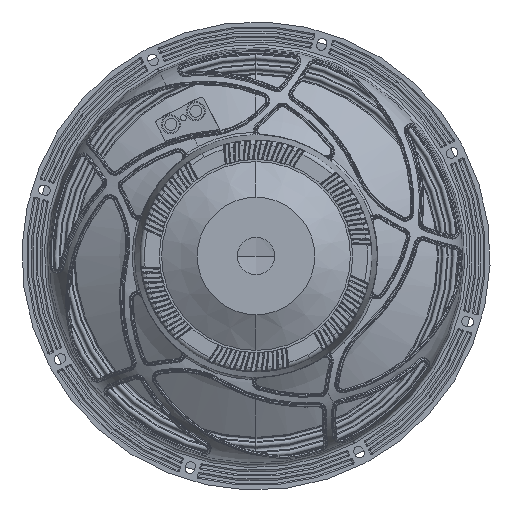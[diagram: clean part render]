
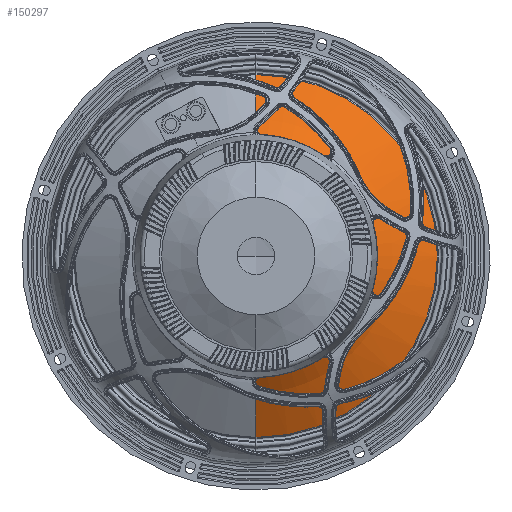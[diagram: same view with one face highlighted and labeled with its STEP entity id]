
A CAD part, front view. The second image highlights one B-rep face of the part: STEP entity #150297.
In plain terms, the highlighted toroidal (fillet/blend) face has major radius 257.958 mm and minor radius 305.3 mm.
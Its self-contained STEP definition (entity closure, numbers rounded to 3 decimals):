
#3229 = AXIS2_PLACEMENT_3D ( 'NONE', #16704, #73552, #130458 ) ;
#13721 = ORIENTED_EDGE ( 'NONE', *, *, #78694, .F. ) ;
#16704 = CARTESIAN_POINT ( 'NONE',  ( 0., -213.248, 257.958 ) ) ;
#22311 = FACE_OUTER_BOUND ( 'NONE', #135691, .T. ) ;
#22581 = CIRCLE ( 'NONE', #55288, 38.4 ) ;
#31981 = CARTESIAN_POINT ( 'NONE',  ( 0., -1.11, 0. ) ) ;
#41082 = EDGE_CURVE ( 'NONE', #80177, #41370, #22581, .T. ) ;
#41370 = VERTEX_POINT ( 'NONE', #133615 ) ;
#46277 = AXIS2_PLACEMENT_3D ( 'NONE', #136065, #64272, #179861 ) ;
#49314 = CARTESIAN_POINT ( 'NONE',  ( 0., 60.108, 0. ) ) ;
#49833 = ORIENTED_EDGE ( 'NONE', *, *, #41082, .T. ) ;
#50832 = CIRCLE ( 'NONE', #3229, 305.3 ) ;
#51156 = DIRECTION ( 'NONE',  ( 0., 1., 0. ) ) ;
#55288 = AXIS2_PLACEMENT_3D ( 'NONE', #31981, #145780, #147600 ) ;
#63855 = CARTESIAN_POINT ( 'NONE',  ( 0., 60.108, 122. ) ) ;
#64272 = DIRECTION ( 'NONE',  ( 0., 1., 0. ) ) ;
#73184 = TOROIDAL_SURFACE ( 'NONE', #46277, 257.958, 305.3 ) ;
#73552 = DIRECTION ( 'NONE',  ( -1., 0., 0. ) ) ;
#78036 = EDGE_CURVE ( 'NONE', #92916, #41370, #122823, .T. ) ;
#78073 = AXIS2_PLACEMENT_3D ( 'NONE', #114914, #183933, #127998 ) ;
#78694 = EDGE_CURVE ( 'NONE', #106681, #92916, #176315, .T. ) ;
#80177 = VERTEX_POINT ( 'NONE', #123210 ) ;
#90818 = ORIENTED_EDGE ( 'NONE', *, *, #78036, .F. ) ;
#92916 = VERTEX_POINT ( 'NONE', #132602 ) ;
#106681 = VERTEX_POINT ( 'NONE', #63855 ) ;
#108036 = DIRECTION ( 'NONE',  ( 0., 0., 1. ) ) ;
#114914 = CARTESIAN_POINT ( 'NONE',  ( 0., -213.248, -257.958 ) ) ;
#122823 = CIRCLE ( 'NONE', #78073, 305.3 ) ;
#123210 = CARTESIAN_POINT ( 'NONE',  ( 0., -1.11, 38.4 ) ) ;
#127998 = DIRECTION ( 'NONE',  ( 0., 0., -1. ) ) ;
#130458 = DIRECTION ( 'NONE',  ( 0., 0., 1. ) ) ;
#132602 = CARTESIAN_POINT ( 'NONE',  ( 0., 60.108, -122. ) ) ;
#133615 = CARTESIAN_POINT ( 'NONE',  ( 0., -1.11, -38.4 ) ) ;
#135691 = EDGE_LOOP ( 'NONE', ( #90818, #13721, #173317, #49833 ) ) ;
#136065 = CARTESIAN_POINT ( 'NONE',  ( 0., -213.248, 0. ) ) ;
#140670 = AXIS2_PLACEMENT_3D ( 'NONE', #49314, #51156, #108036 ) ;
#145780 = DIRECTION ( 'NONE',  ( 0., 1., 0. ) ) ;
#147600 = DIRECTION ( 'NONE',  ( 0., 0., 1. ) ) ;
#150297 = ADVANCED_FACE ( 'NONE', ( #22311 ), #73184, .F. ) ;
#173317 = ORIENTED_EDGE ( 'NONE', *, *, #182781, .T. ) ;
#176315 = CIRCLE ( 'NONE', #140670, 122. ) ;
#179861 = DIRECTION ( 'NONE',  ( 0., 0., 1. ) ) ;
#182781 = EDGE_CURVE ( 'NONE', #106681, #80177, #50832, .T. ) ;
#183933 = DIRECTION ( 'NONE',  ( 1., 0., 0. ) ) ;
